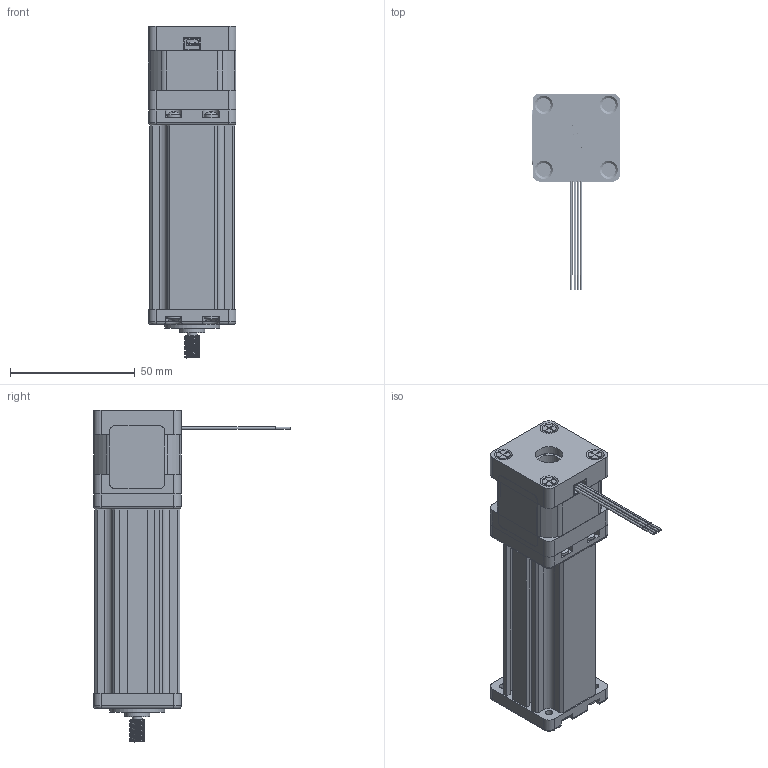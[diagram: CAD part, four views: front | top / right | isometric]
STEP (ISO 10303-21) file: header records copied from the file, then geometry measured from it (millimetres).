
FILE_DESCRIPTION(/* description */ (''),/* implementation_level */ '2;1');
FILE_NAME(/* name */ '14C21-2.stp',/* time_stamp */ '2020-08-06T11:10:24+08:00',/* author */ ('ly7227'),/* organization */ (''),/* preprocessor_version */ 'ST-DEVELOPER v16.1',/* originating_system */ 'Autodesk Inventor 2016',/* authorisation */ '');
FILE_SCHEMA (('AUTOMOTIVE_DESIGN { 1 0 10303 214 3 1 1 }'));
Products named in the file (28): 01-005前盖; 01-006后盖; 06-008预紧; 07-010轴承; 10-003（调整垫）; 12-006护线套; 11-014丝杆紧固螺母; 润滑油脂; 08-006-6（滑轨）; ; 05-0101-6（F导程螺杆）; 04-026-6固定轴电机轴; 11-021（固定轴销）; 10-013轴套; 01-020（电机安装板）; 01-022（客户安装板）; 11-032固定轴螺钉; 02-012（14H2035铁芯）; 12-016-1（14H2035骨架）; 09-007-1（红）; 09-007-2（红白）; 09-007-3（绿）; 09-007-4（绿白）; 15-001-25漆包线; 02-013-2（1A定子总成）; 11-005（M3X29平头）; 42单厚铭牌; 14C2110AB4-200SMSN
Assembly tree (44 placements, depth 3):
  14C2110AB4-200SMSN
    01-005前盖
    01-006后盖
    06-008预紧
    07-010轴承  x2
    10-003（调整垫）
    12-006护线套
    11-014丝杆紧固螺母
    润滑油脂
    08-006-6（滑轨）
  
    05-0101-6（F导程螺杆）
    04-026-6固定轴电机轴
    11-021（固定轴销）  x2
    10-013轴套
    01-020（电机安装板）
    01-022（客户安装板）
    11-032固定轴螺钉  x12
    02-013-2（1A定子总成）
      02-012（14H2035铁芯）
      12-016-1（14H2035骨架）  x2
      09-007-1（红）
      09-007-2（红白）
      09-007-3（绿）
      09-007-4（绿白）
      15-001-25漆包线
    11-005（M3X29平头）  x4
    42单厚铭牌
Bounding box: 35.2 x 78.7 x 132.8 mm (x, y, z)
Volume: 72002.3 mm3; surface area: 81106.6 mm2
Topology: 47 solids, 47 shells, 2071 faces, 5659 edges, 3683 vertices
Faces by surface type: plane 1090, cylinder 889, cone 35, torus 29, bspline 16, sphere 12
Full cylindrical faces by diameter (mm): 0.8 x4, 1 x18, 2 x11, 2.8 x120, 2.9 x4, 3 x28, 3.2 x16, 3.3 x1, 3.4 x4, 3.8 x7, 4 x1, 5.5 x16, 6.5 x4, 7.8 x1, 8 x1, 10 x5, 10.5 x1, 11 x1, 11.9 x2, 12 x2, 14 x2, 15 x1, 16 x1, 17 x2, 17.1 x2, 18 x1, 19 x7, 20 x2, 21.91 x2, 22 x5
Entity records: 59042 total; most frequent: CARTESIAN_POINT 24371, DIRECTION 7447, ORIENTED_EDGE 6870, EDGE_CURVE 3435, AXIS2_PLACEMENT_3D 2688, VERTEX_POINT 2313, LINE 2071, VECTOR 2071
